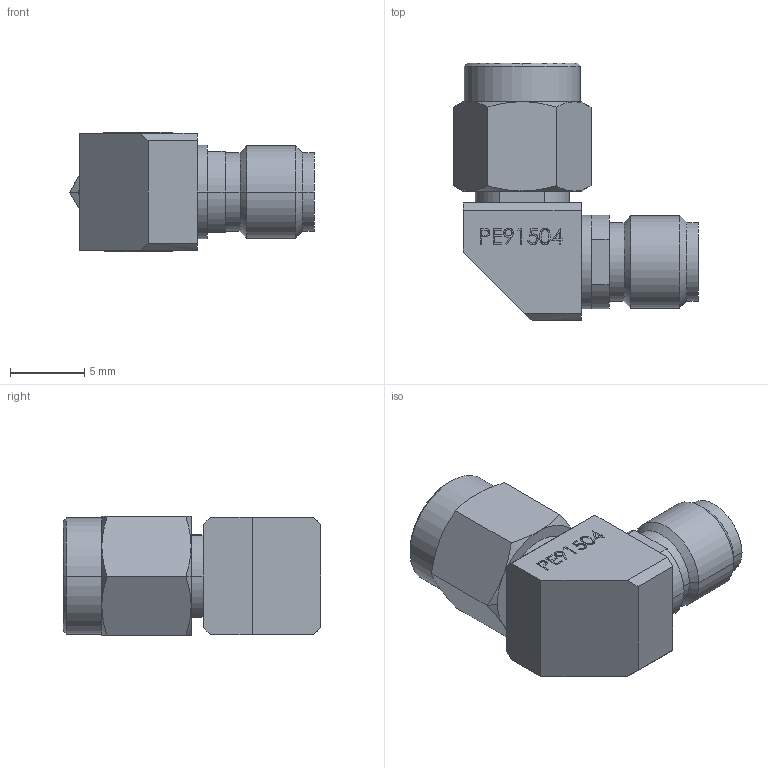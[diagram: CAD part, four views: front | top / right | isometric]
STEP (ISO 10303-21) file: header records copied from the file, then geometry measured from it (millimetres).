
FILE_DESCRIPTION (( 'STEP AP203' ), '1' );
FILE_NAME ('PE91504.STEP', '2021-05-05T11:21:51', ( '' ), ( '' ), 'SwSTEP 2.0', 'SolidWorks 2020', '' );
FILE_SCHEMA (( 'CONFIG_CONTROL_DESIGN' ));
Length unit declared in the file: inch
Products named in the file (6): PE91504; als-a3a8-27.stp; Part15^PE91504; ALS-A3-TOP.stp; ALS-K3K8-3.stp; ALS-A8K3-18-4.stp
Assembly tree (5 placements, depth 3):
  PE91504
    als-a3a8-27.stp
      ALS-K3K8-3.stp
      ALS-A3-TOP.stp
      ALS-A8K3-18-4.stp
    Part15^PE91504
Bounding box: 16.46 x 17.32 x 8.02 mm (x, y, z)
Volume: 1107 mm3; surface area: 963.1 mm2
Topology: 10 solids, 10 shells, 178 faces, 424 edges, 272 vertices
Faces by surface type: plane 91, bspline 32, cylinder 30, cone 25
Entity records: 7850 total; most frequent: CARTESIAN_POINT 3289, ORIENTED_EDGE 848, DIRECTION 720, EDGE_CURVE 424, VERTEX_POINT 272, LINE 258, VECTOR 258, AXIS2_PLACEMENT_3D 231
